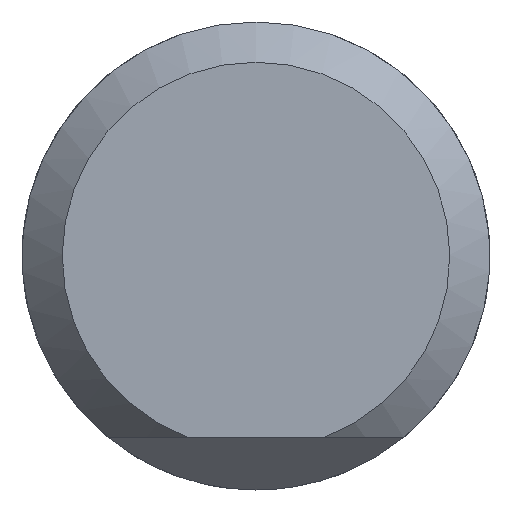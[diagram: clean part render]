
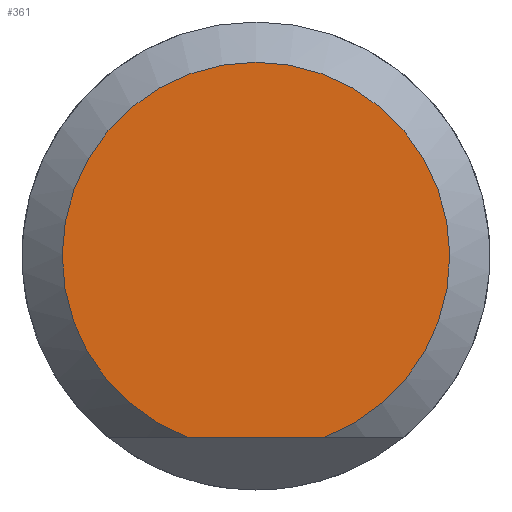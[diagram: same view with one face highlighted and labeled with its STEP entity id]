
A CAD part, left-side view. The second image highlights one B-rep face of the part: STEP entity #361.
In plain terms, the highlighted planar face has unit normal (-1, 0, 0).
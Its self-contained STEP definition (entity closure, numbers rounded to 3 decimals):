
#82 = DIRECTION ( 'NONE',  ( 1., 0., 0. ) ) ;
#282 = CARTESIAN_POINT ( 'NONE',  ( 0., 0., 0. ) ) ;
#306 = AXIS2_PLACEMENT_3D ( 'NONE', #3518, #82, #1462 ) ;
#361 = ADVANCED_FACE ( 'NONE', ( #754 ), #1132, .F. ) ;
#458 = EDGE_LOOP ( 'NONE', ( #2076, #767 ) ) ;
#754 = FACE_OUTER_BOUND ( 'NONE', #458, .T. ) ;
#755 = CARTESIAN_POINT ( 'NONE',  ( 0., 2.335, -6.2 ) ) ;
#767 = ORIENTED_EDGE ( 'NONE', *, *, #2458, .F. ) ;
#1046 = VERTEX_POINT ( 'NONE', #755 ) ;
#1132 = PLANE ( 'NONE',  #306 ) ;
#1333 = DIRECTION ( 'NONE',  ( -1., 0., 0. ) ) ;
#1462 = DIRECTION ( 'NONE',  ( 0., 0., -1. ) ) ;
#1575 = VERTEX_POINT ( 'NONE', #2940 ) ;
#2076 = ORIENTED_EDGE ( 'NONE', *, *, #2403, .T. ) ;
#2101 = DIRECTION ( 'NONE',  ( 0., 1., 0. ) ) ;
#2141 = AXIS2_PLACEMENT_3D ( 'NONE', #282, #1333, #3117 ) ;
#2403 = EDGE_CURVE ( 'NONE', #1575, #1046, #3650, .T. ) ;
#2458 = EDGE_CURVE ( 'NONE', #1575, #1046, #3494, .T. ) ;
#2552 = VECTOR ( 'NONE', #2101, 1000. ) ;
#2806 = CARTESIAN_POINT ( 'NONE',  ( 0., -8., -6.2 ) ) ;
#2940 = CARTESIAN_POINT ( 'NONE',  ( 0., -2.335, -6.2 ) ) ;
#3117 = DIRECTION ( 'NONE',  ( 0., 0., 1. ) ) ;
#3494 = LINE ( 'NONE', #2806, #2552 ) ;
#3518 = CARTESIAN_POINT ( 'NONE',  ( 0., 0., 0. ) ) ;
#3650 = CIRCLE ( 'NONE', #2141, 6.625 ) ;
